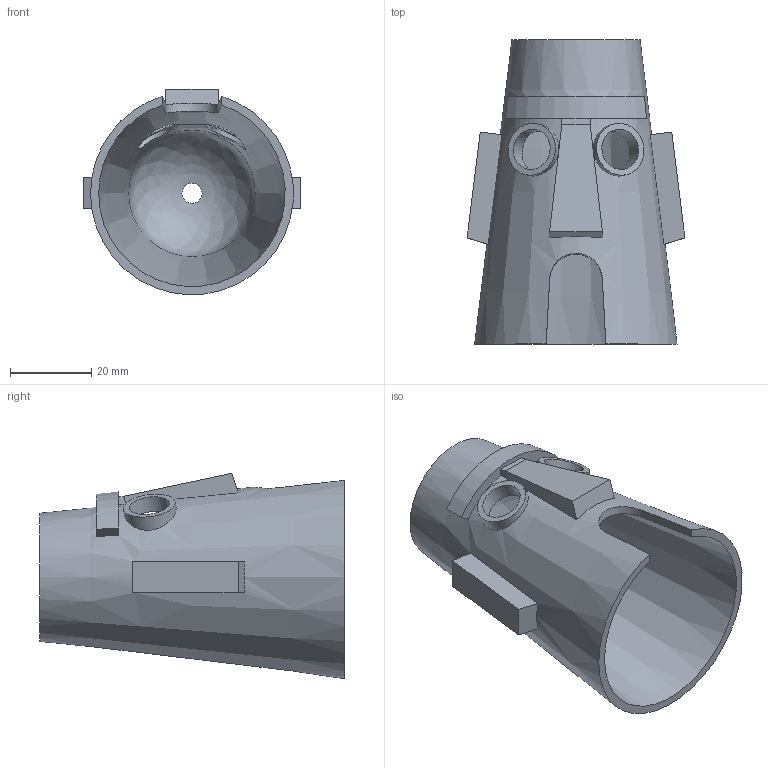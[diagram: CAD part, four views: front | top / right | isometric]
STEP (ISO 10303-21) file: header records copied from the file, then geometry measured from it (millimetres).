
FILE_DESCRIPTION(/* description */ (''),/* implementation_level */ '2;1');
FILE_NAME(/* name */ 'Squidward v3.step',/* time_stamp */ '2024-10-22T14:33:46-03:00',/* author */ (''),/* organization */ (''),/* preprocessor_version */ 'ST-DEVELOPER v20',/* originating_system */ 'Autodesk Translation Framework v13.20.0.188',/* authorisation */ '');
FILE_SCHEMA (('AUTOMOTIVE_DESIGN { 1 0 10303 214 3 1 1 }'));
Length unit declared in the file: millimetre
Products named in the file (1): Squidward
Bounding box: 53.66 x 75 x 50.61 mm (x, y, z)
Volume: 25148.8 mm3; surface area: 20323 mm2
Topology: 1 solids, 1 shells, 43 faces, 115 edges, 75 vertices
Faces by surface type: plane 29, cylinder 8, bspline 3, cone 3
Full cylindrical faces by diameter (mm): 5 x1, 10 x2, 12.89 x2
Entity records: 1566 total; most frequent: CARTESIAN_POINT 487, ORIENTED_EDGE 230, DIRECTION 205, EDGE_CURVE 115, AXIS2_PLACEMENT_3D 76, VERTEX_POINT 75, LINE 53, VECTOR 53
